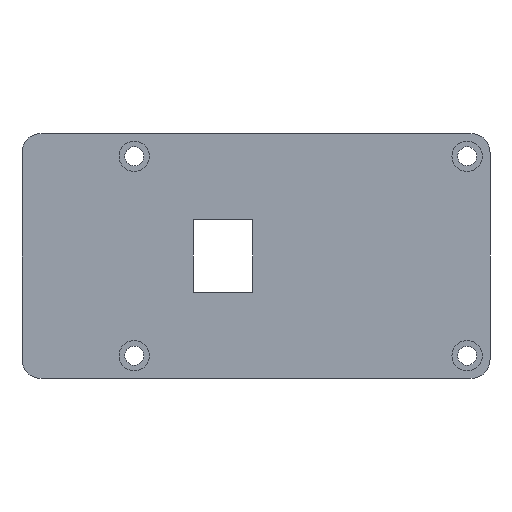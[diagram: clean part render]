
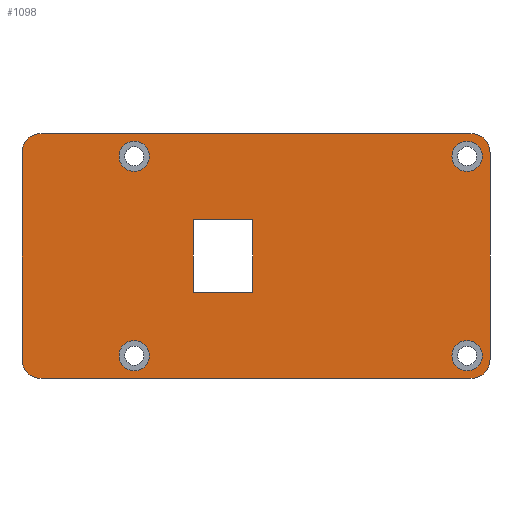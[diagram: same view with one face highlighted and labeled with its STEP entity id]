
A CAD part, front view. The second image highlights one B-rep face of the part: STEP entity #1098.
In plain terms, the highlighted planar face has unit normal (0, -1, 0).
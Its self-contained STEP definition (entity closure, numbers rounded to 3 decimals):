
#15=FACE_BOUND('',#154,.T.);
#16=FACE_BOUND('',#155,.T.);
#17=FACE_BOUND('',#156,.T.);
#18=FACE_BOUND('',#157,.T.);
#19=FACE_BOUND('',#158,.T.);
#42=PLANE('',#1191);
#89=FACE_OUTER_BOUND('',#153,.T.);
#153=EDGE_LOOP('',(#798,#799,#800,#801,#802,#803,#804,#805,#806,#807));
#154=EDGE_LOOP('',(#808));
#155=EDGE_LOOP('',(#809));
#156=EDGE_LOOP('',(#810));
#157=EDGE_LOOP('',(#811));
#158=EDGE_LOOP('',(#812,#813,#814,#815));
#242=LINE('',#1704,#350);
#245=LINE('',#1710,#353);
#246=LINE('',#1714,#354);
#247=LINE('',#1718,#355);
#248=LINE('',#1720,#356);
#249=LINE('',#1722,#357);
#250=LINE('',#1734,#358);
#251=LINE('',#1736,#359);
#252=LINE('',#1738,#360);
#253=LINE('',#1739,#361);
#350=VECTOR('',#1361,10.);
#353=VECTOR('',#1366,10.);
#354=VECTOR('',#1369,10.);
#355=VECTOR('',#1372,10.);
#356=VECTOR('',#1373,10.);
#357=VECTOR('',#1374,10.);
#358=VECTOR('',#1385,10.);
#359=VECTOR('',#1386,10.);
#360=VECTOR('',#1387,10.);
#361=VECTOR('',#1388,10.);
#446=CIRCLE('',#1188,2.5);
#448=CIRCLE('',#1192,2.5);
#449=CIRCLE('',#1193,2.5);
#450=CIRCLE('',#1194,2.5);
#451=CIRCLE('',#1195,2.);
#452=CIRCLE('',#1196,2.);
#453=CIRCLE('',#1197,2.);
#454=CIRCLE('',#1198,2.);
#503=VERTEX_POINT('',#1694);
#504=VERTEX_POINT('',#1695);
#507=VERTEX_POINT('',#1703);
#509=VERTEX_POINT('',#1709);
#510=VERTEX_POINT('',#1711);
#511=VERTEX_POINT('',#1713);
#512=VERTEX_POINT('',#1715);
#513=VERTEX_POINT('',#1717);
#514=VERTEX_POINT('',#1719);
#515=VERTEX_POINT('',#1721);
#516=VERTEX_POINT('',#1724);
#517=VERTEX_POINT('',#1726);
#518=VERTEX_POINT('',#1728);
#519=VERTEX_POINT('',#1730);
#520=VERTEX_POINT('',#1732);
#521=VERTEX_POINT('',#1733);
#522=VERTEX_POINT('',#1735);
#523=VERTEX_POINT('',#1737);
#615=EDGE_CURVE('',#503,#504,#446,.T.);
#619=EDGE_CURVE('',#507,#504,#242,.T.);
#622=EDGE_CURVE('',#503,#509,#245,.T.);
#623=EDGE_CURVE('',#510,#509,#448,.T.);
#624=EDGE_CURVE('',#511,#510,#246,.T.);
#625=EDGE_CURVE('',#512,#511,#449,.T.);
#626=EDGE_CURVE('',#513,#512,#247,.T.);
#627=EDGE_CURVE('',#513,#514,#248,.T.);
#628=EDGE_CURVE('',#514,#515,#249,.T.);
#629=EDGE_CURVE('',#507,#515,#450,.T.);
#630=EDGE_CURVE('',#516,#516,#451,.T.);
#631=EDGE_CURVE('',#517,#517,#452,.T.);
#632=EDGE_CURVE('',#518,#518,#453,.T.);
#633=EDGE_CURVE('',#519,#519,#454,.T.);
#634=EDGE_CURVE('',#520,#521,#250,.T.);
#635=EDGE_CURVE('',#521,#522,#251,.T.);
#636=EDGE_CURVE('',#522,#523,#252,.T.);
#637=EDGE_CURVE('',#523,#520,#253,.T.);
#798=ORIENTED_EDGE('',*,*,#615,.F.);
#799=ORIENTED_EDGE('',*,*,#622,.T.);
#800=ORIENTED_EDGE('',*,*,#623,.F.);
#801=ORIENTED_EDGE('',*,*,#624,.F.);
#802=ORIENTED_EDGE('',*,*,#625,.F.);
#803=ORIENTED_EDGE('',*,*,#626,.F.);
#804=ORIENTED_EDGE('',*,*,#627,.T.);
#805=ORIENTED_EDGE('',*,*,#628,.T.);
#806=ORIENTED_EDGE('',*,*,#629,.F.);
#807=ORIENTED_EDGE('',*,*,#619,.T.);
#808=ORIENTED_EDGE('',*,*,#630,.T.);
#809=ORIENTED_EDGE('',*,*,#631,.T.);
#810=ORIENTED_EDGE('',*,*,#632,.T.);
#811=ORIENTED_EDGE('',*,*,#633,.T.);
#812=ORIENTED_EDGE('',*,*,#634,.T.);
#813=ORIENTED_EDGE('',*,*,#635,.T.);
#814=ORIENTED_EDGE('',*,*,#636,.T.);
#815=ORIENTED_EDGE('',*,*,#637,.T.);
#1098=ADVANCED_FACE('',(#89,#15,#16,#17,#18,#19),#42,.T.);
#1188=AXIS2_PLACEMENT_3D('',#1696,#1353,#1354);
#1191=AXIS2_PLACEMENT_3D('',#1708,#1364,#1365);
#1192=AXIS2_PLACEMENT_3D('',#1712,#1367,#1368);
#1193=AXIS2_PLACEMENT_3D('',#1716,#1370,#1371);
#1194=AXIS2_PLACEMENT_3D('',#1723,#1375,#1376);
#1195=AXIS2_PLACEMENT_3D('',#1725,#1377,#1378);
#1196=AXIS2_PLACEMENT_3D('',#1727,#1379,#1380);
#1197=AXIS2_PLACEMENT_3D('',#1729,#1381,#1382);
#1198=AXIS2_PLACEMENT_3D('',#1731,#1383,#1384);
#1353=DIRECTION('center_axis',(0.,1.,0.));
#1354=DIRECTION('ref_axis',(0.707,0.,0.707));
#1361=DIRECTION('',(0.,0.,1.));
#1364=DIRECTION('center_axis',(0.,-1.,0.));
#1365=DIRECTION('ref_axis',(0.,0.,-1.));
#1366=DIRECTION('',(-1.,0.,0.));
#1367=DIRECTION('center_axis',(0.,1.,0.));
#1368=DIRECTION('ref_axis',(-0.707,0.,0.707));
#1369=DIRECTION('',(0.,0.,1.));
#1370=DIRECTION('center_axis',(0.,1.,0.));
#1371=DIRECTION('ref_axis',(-0.707,0.,-0.707));
#1372=DIRECTION('',(-1.,0.,0.));
#1373=DIRECTION('',(1.,0.,0.));
#1374=DIRECTION('',(1.,0.,0.));
#1375=DIRECTION('center_axis',(0.,1.,0.));
#1376=DIRECTION('ref_axis',(0.707,0.,-0.707));
#1377=DIRECTION('center_axis',(0.,1.,0.));
#1378=DIRECTION('ref_axis',(1.,0.,0.));
#1379=DIRECTION('center_axis',(0.,1.,0.));
#1380=DIRECTION('ref_axis',(1.,0.,0.));
#1381=DIRECTION('center_axis',(0.,1.,0.));
#1382=DIRECTION('ref_axis',(1.,0.,0.));
#1383=DIRECTION('center_axis',(0.,1.,0.));
#1384=DIRECTION('ref_axis',(1.,0.,0.));
#1385=DIRECTION('',(0.,0.,-1.));
#1386=DIRECTION('',(-1.,0.,0.));
#1387=DIRECTION('',(0.,0.,1.));
#1388=DIRECTION('',(1.,0.,0.));
#1694=CARTESIAN_POINT('',(57.,-13.1,25.1));
#1695=CARTESIAN_POINT('',(59.5,-13.1,22.6));
#1696=CARTESIAN_POINT('Origin',(57.,-13.1,22.6));
#1703=CARTESIAN_POINT('',(59.5,-13.1,-4.6));
#1704=CARTESIAN_POINT('',(59.5,-13.1,-7.1));
#1708=CARTESIAN_POINT('Origin',(34.625,-13.1,9.));
#1709=CARTESIAN_POINT('',(0.5,-13.1,25.1));
#1710=CARTESIAN_POINT('',(59.5,-13.1,25.1));
#1711=CARTESIAN_POINT('',(-2.,-13.1,22.6));
#1712=CARTESIAN_POINT('Origin',(0.5,-13.1,22.6));
#1713=CARTESIAN_POINT('',(-2.,-13.1,-4.6));
#1714=CARTESIAN_POINT('',(-2.,-13.1,25.1));
#1715=CARTESIAN_POINT('',(0.5,-13.1,-7.1));
#1716=CARTESIAN_POINT('Origin',(0.5,-13.1,-4.6));
#1717=CARTESIAN_POINT('',(9.75,-13.1,-7.1));
#1718=CARTESIAN_POINT('',(9.75,-13.1,-7.1));
#1719=CARTESIAN_POINT('',(14.5,-13.1,-7.1));
#1720=CARTESIAN_POINT('',(9.75,-13.1,-7.1));
#1721=CARTESIAN_POINT('',(57.,-13.1,-7.1));
#1722=CARTESIAN_POINT('',(14.5,-13.1,-7.1));
#1723=CARTESIAN_POINT('Origin',(57.,-13.1,-4.6));
#1724=CARTESIAN_POINT('',(54.5,-13.1,22.1));
#1725=CARTESIAN_POINT('Origin',(56.5,-13.1,22.1));
#1726=CARTESIAN_POINT('',(54.5,-13.1,-4.1));
#1727=CARTESIAN_POINT('Origin',(56.5,-13.1,-4.1));
#1728=CARTESIAN_POINT('',(10.75,-13.1,22.1));
#1729=CARTESIAN_POINT('Origin',(12.75,-13.1,22.1));
#1730=CARTESIAN_POINT('',(10.75,-13.1,-4.1));
#1731=CARTESIAN_POINT('Origin',(12.75,-13.1,-4.1));
#1732=CARTESIAN_POINT('',(28.35,-13.1,13.75));
#1733=CARTESIAN_POINT('',(28.35,-13.1,4.25));
#1734=CARTESIAN_POINT('',(28.35,-13.1,4.25));
#1735=CARTESIAN_POINT('',(20.5,-13.1,4.25));
#1736=CARTESIAN_POINT('',(20.5,-13.1,4.25));
#1737=CARTESIAN_POINT('',(20.5,-13.1,13.75));
#1738=CARTESIAN_POINT('',(20.5,-13.1,13.75));
#1739=CARTESIAN_POINT('',(28.35,-13.1,13.75));
